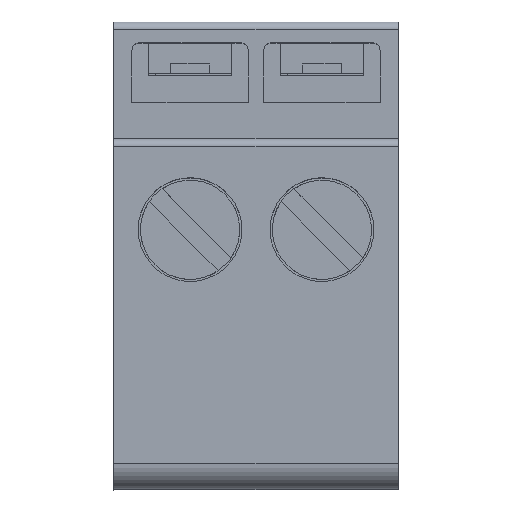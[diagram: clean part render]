
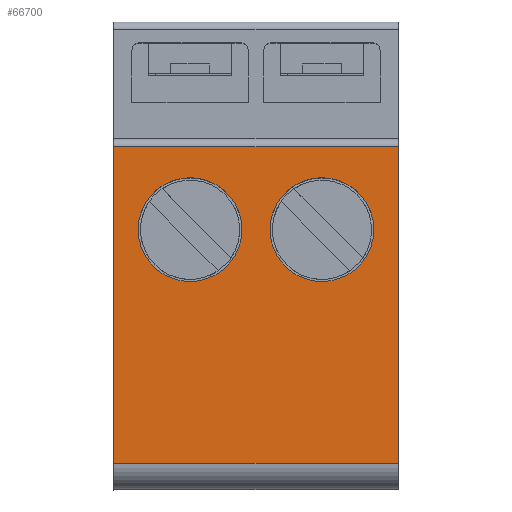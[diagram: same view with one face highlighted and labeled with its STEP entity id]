
A CAD part, top view. The second image highlights one B-rep face of the part: STEP entity #66700.
In plain terms, the highlighted face is planar.
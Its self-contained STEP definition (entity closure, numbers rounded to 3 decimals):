
#34920=CARTESIAN_POINT('',(-54.38,-12.2,
-86.98));
#34930=VERTEX_POINT('',#34920);
#35090=CARTESIAN_POINT('',(-54.38,-12.2,
-97.94));
#35100=VERTEX_POINT('',#35090);
#35130=CARTESIAN_POINT('',(-54.38,-12.2,
-77.575));
#35140=DIRECTION('',(0.,0.,-1.));
#35150=VECTOR('',#35140,1.);
#35160=LINE('',#35130,#35150);
#35170=EDGE_CURVE('',#34930,#35100,#35160,.T.);
#52000=CARTESIAN_POINT('',(-42.18,-12.2,
-97.94));
#52010=VERTEX_POINT('',#52000);
#52040=CARTESIAN_POINT('',(-5.694,-12.2,
-97.94));
#52050=DIRECTION('',(1.,0.,0.));
#52060=VECTOR('',#52050,1.);
#52070=LINE('',#52040,#52060);
#52080=EDGE_CURVE('',#35100,#52010,#52070,.T.);
#54740=CARTESIAN_POINT('',(-43.38,-12.2,
-95.));
#54750=VERTEX_POINT('',#54740);
#54780=CARTESIAN_POINT('',(-45.38,-12.2,
-95.));
#54790=DIRECTION('',(0.,-1.,0.));
#54800=DIRECTION('',(-1.,0.,0.));
#54810=AXIS2_PLACEMENT_3D('',#54780,#54790,#54800);
#54820=CIRCLE('',#54810,2.);
#54830=CARTESIAN_POINT('',(-47.38,-12.2,
-95.));
#54840=VERTEX_POINT('',#54830);
#54850=EDGE_CURVE('',#54750,#54840,#54820,.T.);
#63280=CARTESIAN_POINT('',(-42.18,-12.2,
-86.98));
#63290=VERTEX_POINT('',#63280);
#63320=CARTESIAN_POINT('',(-42.18,-12.2,
-102.616));
#63330=DIRECTION('',(0.,0.,-1.));
#63340=VECTOR('',#63330,1.);
#63350=LINE('',#63320,#63340);
#63360=EDGE_CURVE('',#63290,#52010,#63350,.T.);
#66340=CARTESIAN_POINT('',(-40.28,-12.2,
-102.62));
#66350=DIRECTION('',(0.,1.,0.));
#66360=DIRECTION('',(0.,0.,-1.));
#66370=AXIS2_PLACEMENT_3D('',#66340,#66350,#66360);
#66380=PLANE('',#66370);
#66390=CARTESIAN_POINT('',(-5.694,-12.2,
-86.98));
#66400=DIRECTION('',(-1.,0.,0.));
#66410=VECTOR('',#66400,1.);
#66420=LINE('',#66390,#66410);
#66430=EDGE_CURVE('',#63290,#34930,#66420,.T.);
#66440=ORIENTED_EDGE('',*,*,#66430,.F.);
#66450=ORIENTED_EDGE('',*,*,#35170,.F.);
#66460=ORIENTED_EDGE('',*,*,#52080,.F.);
#66470=ORIENTED_EDGE('',*,*,#63360,.T.);
#66480=EDGE_LOOP('',(#66470,#66460,#66450,#66440));
#66490=FACE_OUTER_BOUND('',#66480,.T.);
#66500=CARTESIAN_POINT('',(-45.38,-12.2,
-89.92));
#66510=DIRECTION('',(0.,-1.,0.));
#66520=DIRECTION('',(-1.,0.,0.));
#66530=AXIS2_PLACEMENT_3D('',#66500,#66510,#66520);
#66540=CIRCLE('',#66530,2.);
#66550=CARTESIAN_POINT('',(-43.38,-12.2,
-89.92));
#66560=VERTEX_POINT('',#66550);
#66570=CARTESIAN_POINT('',(-47.38,-12.2,
-89.92));
#66580=VERTEX_POINT('',#66570);
#66590=EDGE_CURVE('',#66560,#66580,#66540,.T.);
#66600=ORIENTED_EDGE('',*,*,#66590,.T.);
#66610=EDGE_CURVE('',#66580,#66560,#66540,.T.);
#66620=ORIENTED_EDGE('',*,*,#66610,.T.);
#66630=EDGE_LOOP('',(#66620,#66600));
#66640=FACE_BOUND('',#66630,.T.);
#66650=EDGE_CURVE('',#54840,#54750,#54820,.T.);
#66660=ORIENTED_EDGE('',*,*,#66650,.T.);
#66670=ORIENTED_EDGE('',*,*,#54850,.T.);
#66680=EDGE_LOOP('',(#66670,#66660));
#66690=FACE_BOUND('',#66680,.T.);
#66700=ADVANCED_FACE('',(#66490,#66640,#66690),#66380,.T.);
